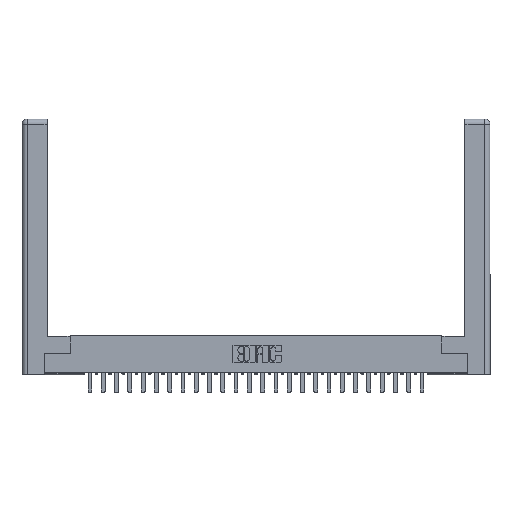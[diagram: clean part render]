
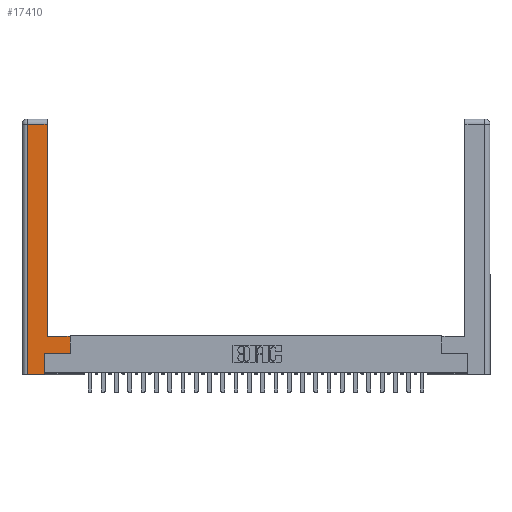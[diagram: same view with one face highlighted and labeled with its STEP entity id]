
A CAD part, top view. The second image highlights one B-rep face of the part: STEP entity #17410.
In plain terms, the highlighted planar face has unit normal (0, 0, 1).
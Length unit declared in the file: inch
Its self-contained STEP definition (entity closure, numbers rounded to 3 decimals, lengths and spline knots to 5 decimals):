
#301 = CARTESIAN_POINT ( 'NONE',  ( 0.0615, 2.94, 0. ) ) ;
#313 = EDGE_CURVE ( 'NONE', #5028, #1484, #31079, .T. ) ;
#438 = CARTESIAN_POINT ( 'NONE',  ( 0.0615, 2.94, 0. ) ) ;
#1086 = DIRECTION ( 'NONE',  ( -1., 0., 0. ) ) ;
#1484 = VERTEX_POINT ( 'NONE', #30806 ) ;
#1682 = VECTOR ( 'NONE', #29363, 39.37008 ) ;
#2553 = FACE_OUTER_BOUND ( 'NONE', #10633, .T. ) ;
#2982 = EDGE_CURVE ( 'NONE', #14902, #15747, #16867, .T. ) ;
#2991 = VECTOR ( 'NONE', #11802, 39.37008 ) ;
#3237 = VECTOR ( 'NONE', #10344, 39.37008 ) ;
#4888 = ORIENTED_EDGE ( 'NONE', *, *, #2982, .T. ) ;
#5028 = VERTEX_POINT ( 'NONE', #14791 ) ;
#5327 = VECTOR ( 'NONE', #23517, 39.37008 ) ;
#5919 = EDGE_CURVE ( 'NONE', #10460, #5028, #28367, .T. ) ;
#6384 = CARTESIAN_POINT ( 'NONE',  ( 0.565, 0.245, 0. ) ) ;
#8124 = EDGE_CURVE ( 'NONE', #32408, #10460, #27014, .T. ) ;
#9538 = LINE ( 'NONE', #301, #3237 ) ;
#10021 = EDGE_CURVE ( 'NONE', #1484, #14902, #21809, .T. ) ;
#10344 = DIRECTION ( 'NONE',  ( -1., 0., 0. ) ) ;
#10460 = VERTEX_POINT ( 'NONE', #23323 ) ;
#10633 = EDGE_LOOP ( 'NONE', ( #4888, #18748, #13430, #32382, #16320, #22979, #20367, #31962 ) ) ;
#11567 = CARTESIAN_POINT ( 'NONE',  ( 0.295, 0.45, 0. ) ) ;
#11574 = CARTESIAN_POINT ( 'NONE',  ( 0.265, 0., 0. ) ) ;
#11802 = DIRECTION ( 'NONE',  ( 1., 0., 0. ) ) ;
#12028 = EDGE_CURVE ( 'NONE', #21289, #32408, #31722, .T. ) ;
#12231 = DIRECTION ( 'NONE',  ( 1., 0., 0. ) ) ;
#13049 = CARTESIAN_POINT ( 'NONE',  ( 0.0615, 0., 0. ) ) ;
#13430 = ORIENTED_EDGE ( 'NONE', *, *, #29820, .T. ) ;
#13717 = CARTESIAN_POINT ( 'NONE',  ( 0.295, 3., 0. ) ) ;
#13777 = CARTESIAN_POINT ( 'NONE',  ( 0., 0., 0. ) ) ;
#13822 = DIRECTION ( 'NONE',  ( 0., 1., 0. ) ) ;
#14159 = CARTESIAN_POINT ( 'NONE',  ( 0.295, 0.45, 0. ) ) ;
#14791 = CARTESIAN_POINT ( 'NONE',  ( 0.565, 0.245, 0. ) ) ;
#14902 = VERTEX_POINT ( 'NONE', #14159 ) ;
#15747 = VERTEX_POINT ( 'NONE', #31524 ) ;
#15880 = DIRECTION ( 'NONE',  ( 0., 1., 0. ) ) ;
#16320 = ORIENTED_EDGE ( 'NONE', *, *, #8124, .T. ) ;
#16775 = PLANE ( 'NONE',  #27269 ) ;
#16867 = LINE ( 'NONE', #13717, #17252 ) ;
#16985 = CARTESIAN_POINT ( 'NONE',  ( 0.265, 0., 0. ) ) ;
#17252 = VECTOR ( 'NONE', #13822, 39.37008 ) ;
#17410 = ADVANCED_FACE ( 'NONE', ( #2553 ), #16775, .F. ) ;
#17595 = DIRECTION ( 'NONE',  ( 0., -1., 0. ) ) ;
#17918 = LINE ( 'NONE', #30672, #20651 ) ;
#18096 = VECTOR ( 'NONE', #15880, 39.37008 ) ;
#18417 = CARTESIAN_POINT ( 'NONE',  ( 0.265, 0.245, 0. ) ) ;
#18748 = ORIENTED_EDGE ( 'NONE', *, *, #19073, .T. ) ;
#19073 = EDGE_CURVE ( 'NONE', #15747, #27436, #9538, .T. ) ;
#20367 = ORIENTED_EDGE ( 'NONE', *, *, #313, .T. ) ;
#20651 = VECTOR ( 'NONE', #17595, 39.37008 ) ;
#21289 = VERTEX_POINT ( 'NONE', #13049 ) ;
#21809 = LINE ( 'NONE', #11567, #1682 ) ;
#22979 = ORIENTED_EDGE ( 'NONE', *, *, #5919, .T. ) ;
#23323 = CARTESIAN_POINT ( 'NONE',  ( 0.265, 0.245, 0. ) ) ;
#23517 = DIRECTION ( 'NONE',  ( 0., 1., 0. ) ) ;
#24855 = VECTOR ( 'NONE', #12231, 39.37008 ) ;
#27014 = LINE ( 'NONE', #18417, #5327 ) ;
#27269 = AXIS2_PLACEMENT_3D ( 'NONE', #13777, #31235, #1086 ) ;
#27436 = VERTEX_POINT ( 'NONE', #438 ) ;
#28367 = LINE ( 'NONE', #6384, #24855 ) ;
#29363 = DIRECTION ( 'NONE',  ( -1., 0., 0. ) ) ;
#29820 = EDGE_CURVE ( 'NONE', #27436, #21289, #17918, .T. ) ;
#30514 = CARTESIAN_POINT ( 'NONE',  ( 0.565, 0.45, 0. ) ) ;
#30672 = CARTESIAN_POINT ( 'NONE',  ( 0.0615, 0., 0. ) ) ;
#30806 = CARTESIAN_POINT ( 'NONE',  ( 0.565, 0.45, 0. ) ) ;
#31079 = LINE ( 'NONE', #30514, #18096 ) ;
#31235 = DIRECTION ( 'NONE',  ( 0., 0., -1. ) ) ;
#31524 = CARTESIAN_POINT ( 'NONE',  ( 0.295, 2.94, 0. ) ) ;
#31722 = LINE ( 'NONE', #11574, #2991 ) ;
#31962 = ORIENTED_EDGE ( 'NONE', *, *, #10021, .T. ) ;
#32382 = ORIENTED_EDGE ( 'NONE', *, *, #12028, .T. ) ;
#32408 = VERTEX_POINT ( 'NONE', #16985 ) ;
